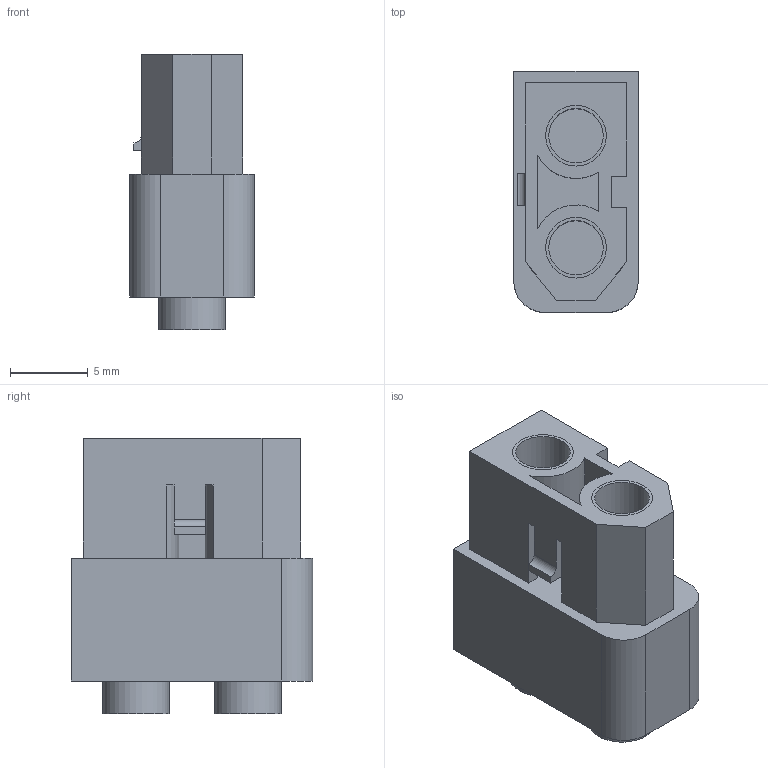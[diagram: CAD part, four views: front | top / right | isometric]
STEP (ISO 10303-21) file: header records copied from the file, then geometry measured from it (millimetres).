
FILE_DESCRIPTION( ( '' ), ' ' );
FILE_NAME( '5dbdfe16d93e4815c9e2c239.step', '2019-11-02T22:07:19', ( '' ), ( '' ), ' ', ' ', ' ' );
FILE_SCHEMA( ( 'AUTOMOTIVE_DESIGN { 1 0 10303 214 1 1 1 1 }' ) );
Length unit declared in the file: metre
Products named in the file (3): Part 3; Part 2; User Library-XT60L-F
Bounding box: 8 x 15.5 x 17.7 mm (x, y, z)
Volume: 1291.5 mm3; surface area: 2220.9 mm2
Topology: 3 solids, 3 shells, 50 faces, 124 edges, 84 vertices
Faces by surface type: plane 35, cylinder 13, cone 2
Full cylindrical faces by diameter (mm): 3.5 x2, 3.9 x4, 4.3 x2
Entity records: 1840 total; most frequent: DIRECTION 242, CARTESIAN_POINT 241, ORIENTED_EDGE 216, EDGE_CURVE 108, AXIS2_PLACEMENT_3D 81, VERTEX_POINT 80, LINE 80, VECTOR 80
